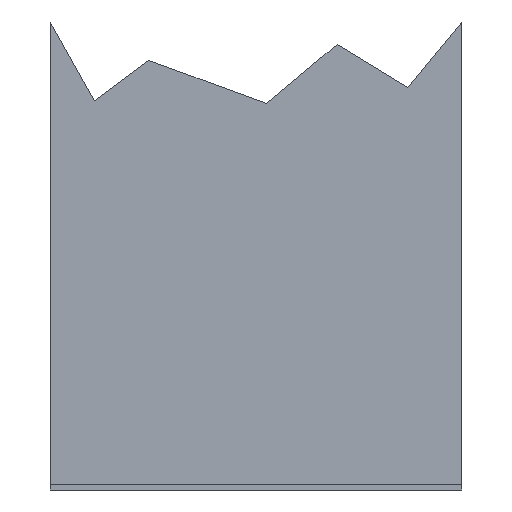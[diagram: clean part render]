
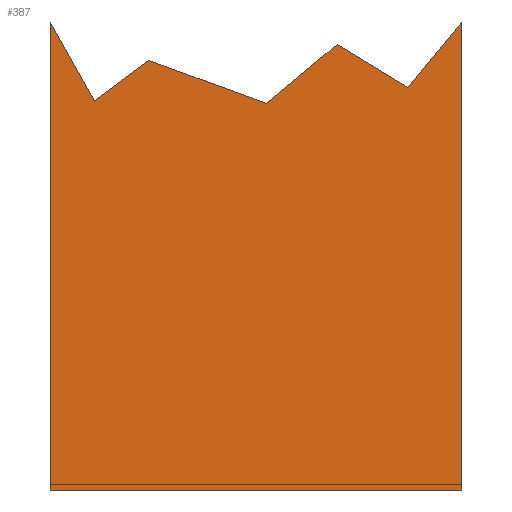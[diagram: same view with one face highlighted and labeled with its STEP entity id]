
A CAD part, front view. The second image highlights one B-rep face of the part: STEP entity #387.
In plain terms, the highlighted planar face has unit normal (0, 1, 0).
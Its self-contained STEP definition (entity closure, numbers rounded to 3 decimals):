
#137=CARTESIAN_POINT('Line Origine',(20.,-135.5,22.5)) ;
#141=CARTESIAN_POINT('Vertex',(20.,-135.5,0.)) ;
#143=CARTESIAN_POINT('Vertex',(20.,-135.5,45.)) ;
#199=CARTESIAN_POINT('Line Origine',(-13.069,-135.5,39.308)) ;
#203=CARTESIAN_POINT('Vertex',(-10.414,-135.5,41.273)) ;
#205=CARTESIAN_POINT('Vertex',(-15.723,-135.5,37.344)) ;
#230=CARTESIAN_POINT('Line Origine',(-4.713,-135.5,39.177)) ;
#234=CARTESIAN_POINT('Vertex',(0.989,-135.5,37.082)) ;
#254=CARTESIAN_POINT('Line Origine',(4.439,-135.5,39.949)) ;
#258=CARTESIAN_POINT('Vertex',(7.889,-135.5,42.817)) ;
#278=CARTESIAN_POINT('Line Origine',(11.319,-135.5,40.729)) ;
#282=CARTESIAN_POINT('Vertex',(14.749,-135.5,38.641)) ;
#302=CARTESIAN_POINT('Line Origine',(17.375,-135.5,41.821)) ;
#330=CARTESIAN_POINT('Vertex',(20.,-135.5,-0.5)) ;
#333=CARTESIAN_POINT('Line Origine',(20.,-135.5,-0.25)) ;
#345=CARTESIAN_POINT('Axis2P3D Location',(-0.279,-135.5,31.795)) ;
#350=CARTESIAN_POINT('Line Origine',(0.,-135.5,-0.5)) ;
#354=CARTESIAN_POINT('Vertex',(-20.,-135.5,-0.5)) ;
#358=CARTESIAN_POINT('Control Point',(-20.,-135.5,-0.5)) ;
#359=CARTESIAN_POINT('Control Point',(-20.,-135.5,0.)) ;
#360=CARTESIAN_POINT('Vertex',(-20.,-135.5,0.)) ;
#364=CARTESIAN_POINT('Control Point',(-20.,-135.5,0.)) ;
#365=CARTESIAN_POINT('Control Point',(-20.,-135.5,45.)) ;
#366=CARTESIAN_POINT('Vertex',(-20.,-135.5,45.)) ;
#369=CARTESIAN_POINT('Line Origine',(-17.862,-135.5,41.172)) ;
#138=DIRECTION('Vector Direction',(0.,0.,1.)) ;
#200=DIRECTION('Vector Direction',(-0.804,0.,-0.595)) ;
#231=DIRECTION('Vector Direction',(-0.939,0.,0.345)) ;
#255=DIRECTION('Vector Direction',(-0.769,0.,-0.639)) ;
#279=DIRECTION('Vector Direction',(-0.854,0.,0.52)) ;
#303=DIRECTION('Vector Direction',(-0.637,0.,-0.771)) ;
#334=DIRECTION('Vector Direction',(0.,0.,-1.)) ;
#346=DIRECTION('Axis2P3D Direction',(-0.,-1.,0.)) ;
#347=DIRECTION('Axis2P3D XDirection',(-0.002,0.,1.)) ;
#351=DIRECTION('Vector Direction',(-1.,0.,0.)) ;
#370=DIRECTION('Vector Direction',(0.488,0.,-0.873)) ;
#348=AXIS2_PLACEMENT_3D('Plane Axis2P3D',#345,#346,#347) ;
#375=ORIENTED_EDGE('',*,*,#356,.T.) ;
#376=ORIENTED_EDGE('',*,*,#362,.T.) ;
#377=ORIENTED_EDGE('',*,*,#368,.T.) ;
#378=ORIENTED_EDGE('',*,*,#373,.T.) ;
#379=ORIENTED_EDGE('',*,*,#207,.F.) ;
#380=ORIENTED_EDGE('',*,*,#236,.F.) ;
#381=ORIENTED_EDGE('',*,*,#260,.F.) ;
#382=ORIENTED_EDGE('',*,*,#284,.F.) ;
#383=ORIENTED_EDGE('',*,*,#306,.F.) ;
#384=ORIENTED_EDGE('',*,*,#145,.F.) ;
#385=ORIENTED_EDGE('',*,*,#337,.T.) ;
#139=VECTOR('Line Direction',#138,1.) ;
#201=VECTOR('Line Direction',#200,1.) ;
#232=VECTOR('Line Direction',#231,1.) ;
#256=VECTOR('Line Direction',#255,1.) ;
#280=VECTOR('Line Direction',#279,1.) ;
#304=VECTOR('Line Direction',#303,1.) ;
#335=VECTOR('Line Direction',#334,1.) ;
#352=VECTOR('Line Direction',#351,1.) ;
#371=VECTOR('Line Direction',#370,1.) ;
#387=ADVANCED_FACE('Join.2',(#386),#349,.F.) ;
#357=B_SPLINE_CURVE_WITH_KNOTS('',1,(#358,#359),.UNSPECIFIED.,.F.,.U.,(2,2),(0.,0.5),.UNSPECIFIED.) ;
#363=B_SPLINE_CURVE_WITH_KNOTS('',1,(#364,#365),.UNSPECIFIED.,.F.,.U.,(2,2),(0.5,45.5),.UNSPECIFIED.) ;
#145=EDGE_CURVE('',#142,#144,#140,.T.) ;
#207=EDGE_CURVE('',#204,#206,#202,.T.) ;
#236=EDGE_CURVE('',#235,#204,#233,.T.) ;
#260=EDGE_CURVE('',#259,#235,#257,.T.) ;
#284=EDGE_CURVE('',#283,#259,#281,.T.) ;
#306=EDGE_CURVE('',#144,#283,#305,.T.) ;
#337=EDGE_CURVE('',#142,#331,#336,.T.) ;
#356=EDGE_CURVE('',#331,#355,#353,.T.) ;
#362=EDGE_CURVE('',#355,#361,#357,.T.) ;
#368=EDGE_CURVE('',#361,#367,#363,.T.) ;
#373=EDGE_CURVE('',#367,#206,#372,.T.) ;
#374=EDGE_LOOP('',(#375,#376,#377,#378,#379,#380,#381,#382,#383,#384,#385)) ;
#386=FACE_OUTER_BOUND('',#374,.T.) ;
#140=LINE('Line',#137,#139) ;
#202=LINE('Line',#199,#201) ;
#233=LINE('Line',#230,#232) ;
#257=LINE('Line',#254,#256) ;
#281=LINE('Line',#278,#280) ;
#305=LINE('Line',#302,#304) ;
#336=LINE('Line',#333,#335) ;
#353=LINE('Line',#350,#352) ;
#372=LINE('Line',#369,#371) ;
#349=PLANE('',#348) ;
#142=VERTEX_POINT('',#141) ;
#144=VERTEX_POINT('',#143) ;
#204=VERTEX_POINT('',#203) ;
#206=VERTEX_POINT('',#205) ;
#235=VERTEX_POINT('',#234) ;
#259=VERTEX_POINT('',#258) ;
#283=VERTEX_POINT('',#282) ;
#331=VERTEX_POINT('',#330) ;
#355=VERTEX_POINT('',#354) ;
#361=VERTEX_POINT('',#360) ;
#367=VERTEX_POINT('',#366) ;
